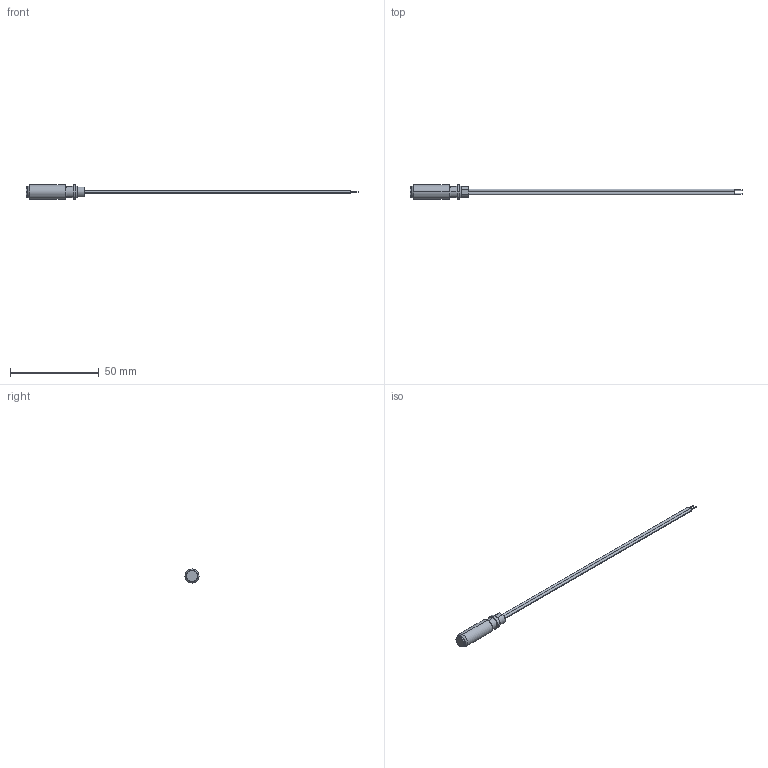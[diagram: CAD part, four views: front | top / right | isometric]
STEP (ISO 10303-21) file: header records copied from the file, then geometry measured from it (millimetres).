
FILE_DESCRIPTION (( 'STEP AP214' ), '1' );
FILE_NAME ('I930.STEP', '2020-02-13T09:58:56', ( '' ), ( '' ), 'SwSTEP 2.0', 'SolidWorks 2019', '' );
FILE_SCHEMA (( 'AUTOMOTIVE_DESIGN' ));
Length unit declared in the file: millimetre
Products named in the file (1): I930
Bounding box: 187 x 8 x 8 mm (x, y, z)
Surface area: 2308.7 mm2 (no closed solid volume)
Topology: 0 solids, 4 shells, 37 faces, 76 edges, 48 vertices
Faces by surface type: cylinder 18, plane 13, cone 6
Entity records: 1413 total; most frequent: DIRECTION 198, CARTESIAN_POINT 162, ORIENTED_EDGE 144, AXIS2_PLACEMENT_3D 84, EDGE_CURVE 76, VERTEX_POINT 48, CIRCLE 46, EDGE_LOOP 42
